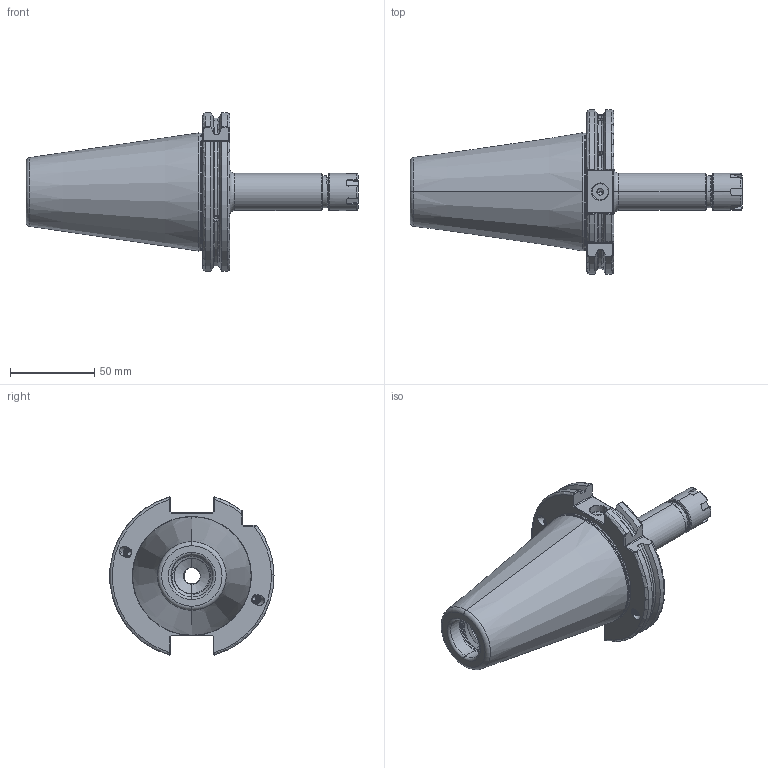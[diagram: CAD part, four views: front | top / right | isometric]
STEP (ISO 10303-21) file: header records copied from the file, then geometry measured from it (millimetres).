
FILE_DESCRIPTION (( 'STEP AP203' ), '1' );
FILE_NAME ('503.02.07.10.1.STEP', '2016-07-16T03:04:24', ( '' ), ( '' ), 'SwSTEP 2.0', 'SolidWorks 2012', '' );
FILE_SCHEMA (( 'CONFIG_CONTROL_DESIGN' ));
Length unit declared in the file: millimetre
Products named in the file (3): 2-01.300.0160180D4_ER16螺帽(M型); 503.02.07.10.1
Assembly tree (2 placements, depth 2):
  503.02.07.10.1
    503.02.07.10.1
    2-01.300.0160180D4_ER16螺帽(M型)
Bounding box: 196.95 x 97.33 x 93.81 mm (x, y, z)
Volume: 341229.8 mm3; surface area: 57893.4 mm2
Topology: 2 solids, 2 shells, 501 faces, 1351 edges, 841 vertices
Faces by surface type: cylinder 235, plane 109, torus 61, bspline 52, cone 44
Entity records: 35452 total; most frequent: CARTESIAN_POINT 24302, ORIENTED_EDGE 2662, DIRECTION 1856, EDGE_CURVE 1331, VERTEX_POINT 841, AXIS2_PLACEMENT_3D 702, EDGE_LOOP 516, ADVANCED_FACE 501
